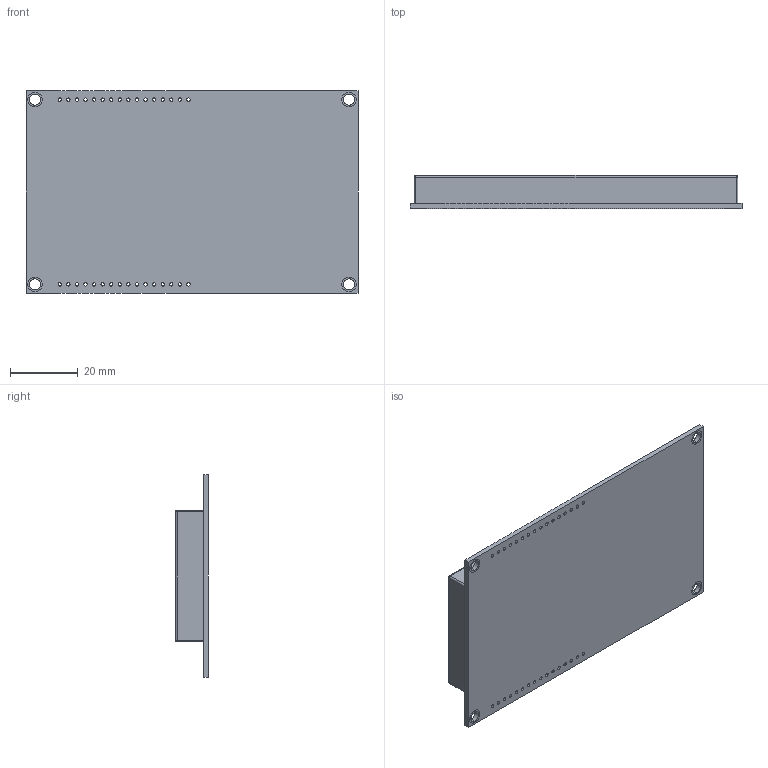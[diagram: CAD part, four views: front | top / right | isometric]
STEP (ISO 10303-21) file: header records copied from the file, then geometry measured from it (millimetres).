
FILE_DESCRIPTION (( 'STEP AP203' ), '1' );
FILE_NAME ('20X4LCD JHD204A.STEP', '2013-11-10T08:50:36', ( '' ), ( '' ), 'SwSTEP 2.0', 'SolidWorks 2011', '' );
FILE_SCHEMA (( 'CONFIG_CONTROL_DESIGN' ));
Length unit declared in the file: millimetre
Products named in the file (1): 20X4LCD JHD204A
Bounding box: 98.3 x 9.76 x 60 mm (x, y, z)
Volume: 37565.7 mm3; surface area: 22375.2 mm2
Topology: 6 solids, 6 shells, 171 faces, 518 edges, 360 vertices
Faces by surface type: cylinder 100, plane 67, sphere 4
Entity records: 6181 total; most frequent: DIRECTION 1088, CARTESIAN_POINT 1046, ORIENTED_EDGE 1028, EDGE_CURVE 514, AXIS2_PLACEMENT_3D 402, VERTEX_POINT 360, VECTOR 284, LINE 284
